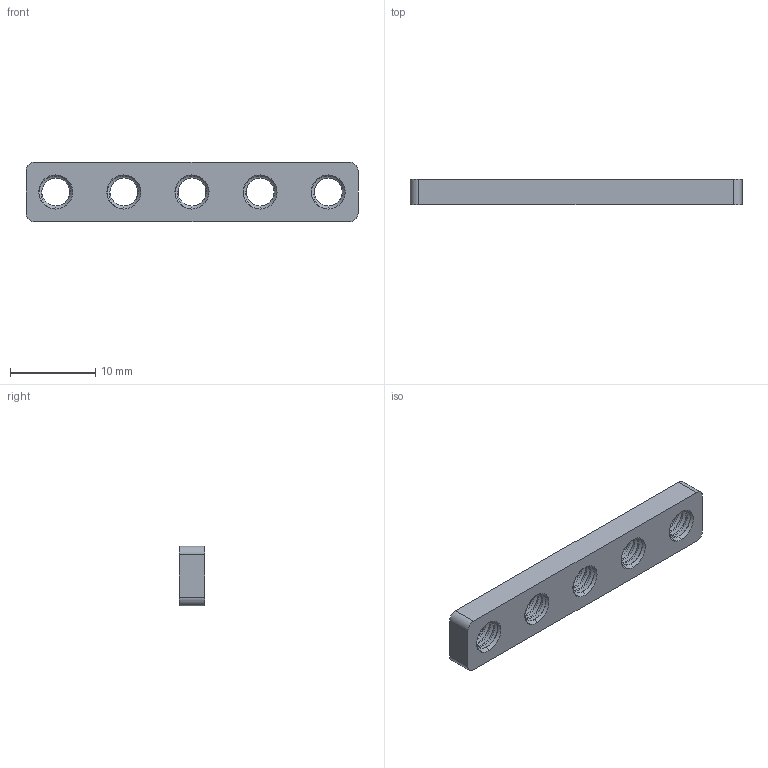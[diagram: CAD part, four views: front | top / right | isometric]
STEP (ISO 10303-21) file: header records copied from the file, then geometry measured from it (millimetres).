
FILE_DESCRIPTION (( 'STEP AP203' ), '1' );
FILE_NAME ('2803-0038-0007.STEP', '2017-04-12T20:16:09', ( '' ), ( '' ), 'SwSTEP 2.0', 'SolidWorks 2016', '' );
FILE_SCHEMA (( 'CONFIG_CONTROL_DESIGN' ));
Length unit declared in the file: millimetre
Products named in the file (1): 2803-0038-0007
Bounding box: 39 x 3 x 7 mm (x, y, z)
Volume: 660.4 mm3; surface area: 958.7 mm2
Topology: 1 solids, 1 shells, 145 faces, 399 edges, 256 vertices
Faces by surface type: cylinder 99, cone 30, bspline 10, plane 6
Entity records: 16578 total; most frequent: CARTESIAN_POINT 13381, ORIENTED_EDGE 798, DIRECTION 529, EDGE_CURVE 399, VERTEX_POINT 256, AXIS2_PLACEMENT_3D 204, EDGE_LOOP 155, FACE_OUTER_BOUND 145
